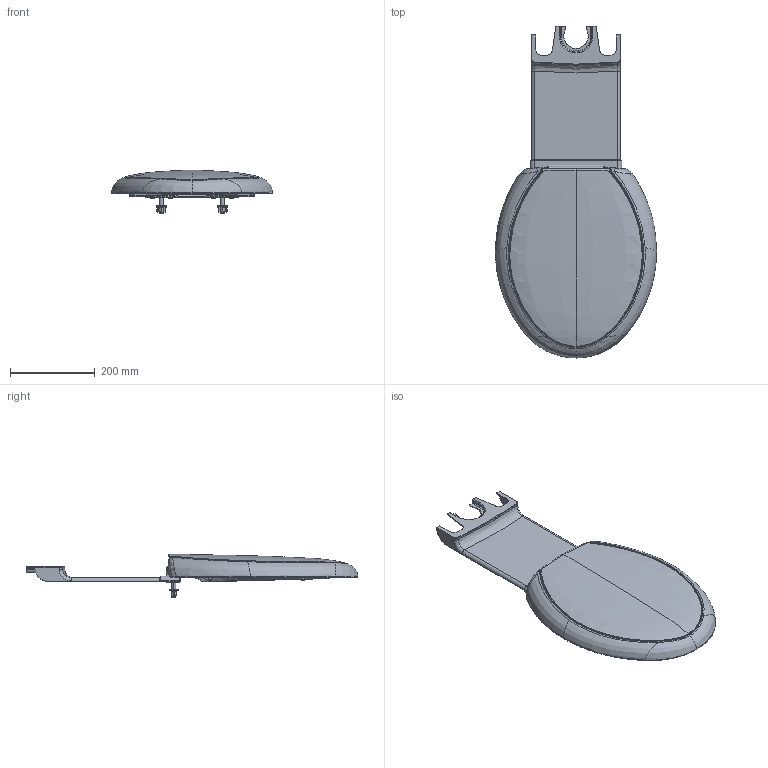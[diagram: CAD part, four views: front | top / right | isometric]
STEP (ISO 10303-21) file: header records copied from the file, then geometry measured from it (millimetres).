
FILE_DESCRIPTION(/* description */ (''),/* implementation_level */ '2;1');
FILE_NAME(/* name */ 'STEP - I1500S-W-RPC1_9502310',/* time_stamp */ '2025-03-11T16:26:42+11:00',/* author */ (''),/* organization */ (''),/* preprocessor_version */ 'ST-DEVELOPER v16.5',/* originating_system */ 'Rhino 7.37',/* authorisation */ '');
FILE_SCHEMA (('AUTOMOTIVE_DESIGN'));
Products named in the file (1): Document
Bounding box: 380.33 x 783.75 x 103.5 mm (x, y, z)
Volume: 1084121.5 mm3; surface area: 748015.2 mm2
Topology: 17 solids, 18 shells, 2292 faces, 5563 edges, 3358 vertices
Faces by surface type: bspline 1040, plane 754, cylinder 498
Entity records: 109074 total; most frequent: CARTESIAN_POINT 73768, ORIENTED_EDGE 11122, EDGE_CURVE 5563, B_SPLINE_CURVE_WITH_KNOTS 4056, VERTEX_POINT 3358, EDGE_LOOP 2366, ADVANCED_FACE 2292, FACE_OUTER_BOUND 2292
